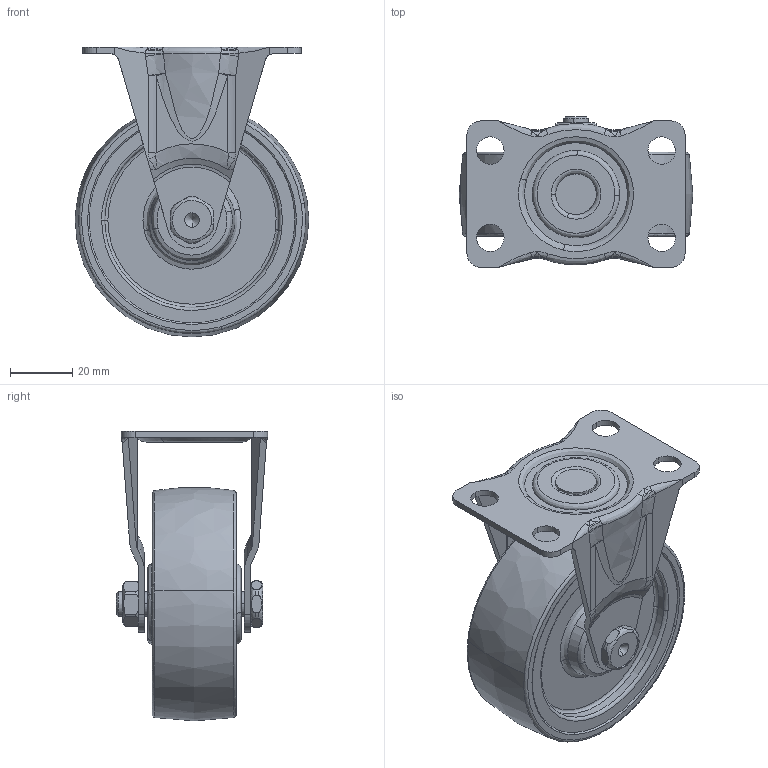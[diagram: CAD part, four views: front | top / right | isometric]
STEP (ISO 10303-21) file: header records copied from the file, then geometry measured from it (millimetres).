
FILE_DESCRIPTION((''),'2;1');
FILE_NAME('','2005-12-16T11:01:40',(''),(''),'','CADfix','');
FILE_SCHEMA(('AUTOMOTIVE_DESIGN'));
Length unit declared in the file: millimetre
Products named in the file (4): wheel; body; axle; 320SR_UB75_9592_36
Assembly tree (3 placements, depth 2):
  320SR_UB75_9592_36
    wheel
    body
    axle
Bounding box: 75 x 48.5 x 93 mm (x, y, z)
Volume: 114146.9 mm3; surface area: 33650.4 mm2
Topology: 3 solids, 3 shells, 257 faces, 783 edges, 533 vertices
Faces by surface type: bspline 257
Entity records: 12274 total; most frequent: CARTESIAN_POINT 8113, ORIENTED_EDGE 1538, EDGE_CURVE 769, VERTEX_POINT 533, EDGE_LOOP 286, FACE_OUTER_BOUND 257, ADVANCED_FACE 257, QUASI_UNIFORM_CURVE 184
